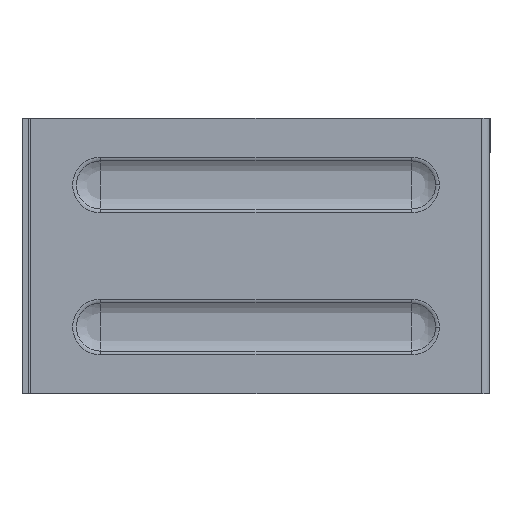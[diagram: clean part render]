
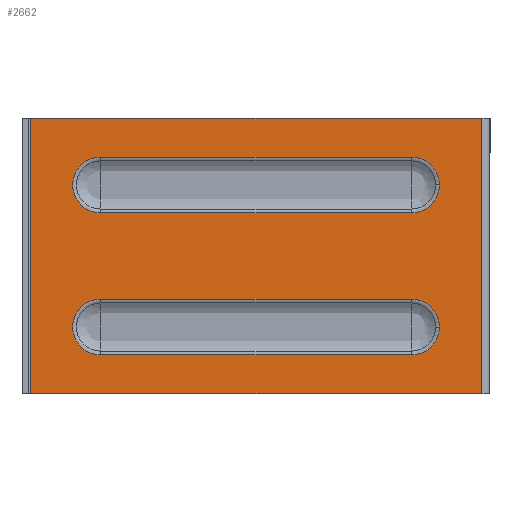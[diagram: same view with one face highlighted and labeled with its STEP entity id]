
A CAD part, left-side view. The second image highlights one B-rep face of the part: STEP entity #2662.
In plain terms, the highlighted planar face has unit normal (-1, 0, 0).
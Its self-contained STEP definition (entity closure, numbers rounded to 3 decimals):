
#3 = ORIENTED_EDGE ( 'NONE', *, *, #3001, .F. ) ;
#24 = EDGE_CURVE ( 'NONE', #2981, #129, #3948, .T. ) ;
#50 = CARTESIAN_POINT ( 'NONE',  ( -128.4, 86.3, -9.704 ) ) ;
#55 = DIRECTION ( 'NONE',  ( -1., 0., 0. ) ) ;
#71 = AXIS2_PLACEMENT_3D ( 'NONE', #1164, #1592, #3651 ) ;
#89 = EDGE_CURVE ( 'NONE', #1203, #3272, #1982, .T. ) ;
#95 = DIRECTION ( 'NONE',  ( 0., -1., 0. ) ) ;
#108 = EDGE_CURVE ( 'NONE', #129, #1267, #961, .T. ) ;
#126 = FACE_BOUND ( 'NONE', #2831, .T. ) ;
#129 = VERTEX_POINT ( 'NONE', #2822 ) ;
#196 = ORIENTED_EDGE ( 'NONE', *, *, #4448, .F. ) ;
#288 = VECTOR ( 'NONE', #3734, 1000. ) ;
#331 = CARTESIAN_POINT ( 'NONE',  ( -128.4, 16.3, 16. ) ) ;
#357 = LINE ( 'NONE', #2429, #1151 ) ;
#377 = DIRECTION ( 'NONE',  ( 0., -1., 0. ) ) ;
#401 = CARTESIAN_POINT ( 'NONE',  ( -128.4, 102., 31. ) ) ;
#502 = ORIENTED_EDGE ( 'NONE', *, *, #4372, .T. ) ;
#625 = ORIENTED_EDGE ( 'NONE', *, *, #89, .F. ) ;
#668 = DIRECTION ( 'NONE',  ( 0., -1., 0. ) ) ;
#819 = VERTEX_POINT ( 'NONE', #401 ) ;
#824 = FACE_BOUND ( 'NONE', #3265, .T. ) ;
#850 = VERTEX_POINT ( 'NONE', #1952 ) ;
#856 = DIRECTION ( 'NONE',  ( -1., 0., 0. ) ) ;
#903 = VERTEX_POINT ( 'NONE', #1680 ) ;
#929 = VECTOR ( 'NONE', #95, 1000. ) ;
#961 = CIRCLE ( 'NONE', #974, 6.296 ) ;
#968 = VECTOR ( 'NONE', #997, 1000. ) ;
#974 = AXIS2_PLACEMENT_3D ( 'NONE', #2079, #4178, #1742 ) ;
#982 = CARTESIAN_POINT ( 'NONE',  ( -128.4, 102., -31. ) ) ;
#997 = DIRECTION ( 'NONE',  ( 0., 0., 1. ) ) ;
#1056 = CARTESIAN_POINT ( 'NONE',  ( -128.4, 176.3, -9.704 ) ) ;
#1081 = LINE ( 'NONE', #2019, #968 ) ;
#1150 = VERTEX_POINT ( 'NONE', #982 ) ;
#1151 = VECTOR ( 'NONE', #377, 1000. ) ;
#1156 = EDGE_CURVE ( 'NONE', #903, #4249, #4464, .T. ) ;
#1161 = CARTESIAN_POINT ( 'NONE',  ( -128.4, 0., 31. ) ) ;
#1164 = CARTESIAN_POINT ( 'NONE',  ( -128.4, 16.3, -16. ) ) ;
#1197 = DIRECTION ( 'NONE',  ( 0., 1., 0. ) ) ;
#1203 = VERTEX_POINT ( 'NONE', #2062 ) ;
#1267 = VERTEX_POINT ( 'NONE', #4157 ) ;
#1284 = EDGE_CURVE ( 'NONE', #1267, #903, #357, .T. ) ;
#1296 = CARTESIAN_POINT ( 'NONE',  ( -128.4, 0., -31. ) ) ;
#1302 = VERTEX_POINT ( 'NONE', #4171 ) ;
#1346 = DIRECTION ( 'NONE',  ( 1., 0., 0. ) ) ;
#1401 = DIRECTION ( 'NONE',  ( -1., 0., 0. ) ) ;
#1429 = ORIENTED_EDGE ( 'NONE', *, *, #3134, .F. ) ;
#1475 = ORIENTED_EDGE ( 'NONE', *, *, #24, .T. ) ;
#1509 = AXIS2_PLACEMENT_3D ( 'NONE', #3481, #1401, #3825 ) ;
#1514 = VECTOR ( 'NONE', #1197, 1000. ) ;
#1592 = DIRECTION ( 'NONE',  ( -1., 0., 0. ) ) ;
#1680 = CARTESIAN_POINT ( 'NONE',  ( -128.4, 16.3, 22.296 ) ) ;
#1742 = DIRECTION ( 'NONE',  ( 0., -1., 0. ) ) ;
#1822 = ORIENTED_EDGE ( 'NONE', *, *, #2677, .T. ) ;
#1831 = VECTOR ( 'NONE', #2840, 1000. ) ;
#1939 = LINE ( 'NONE', #1056, #3681 ) ;
#1952 = CARTESIAN_POINT ( 'NONE',  ( -128.4, 0.6, -31. ) ) ;
#1969 = ORIENTED_EDGE ( 'NONE', *, *, #4068, .F. ) ;
#1982 = CIRCLE ( 'NONE', #71, 6.296 ) ;
#2002 = CARTESIAN_POINT ( 'NONE',  ( -128.4, 16.3, 9.704 ) ) ;
#2019 = CARTESIAN_POINT ( 'NONE',  ( -128.4, 102., 31. ) ) ;
#2020 = ORIENTED_EDGE ( 'NONE', *, *, #1156, .T. ) ;
#2062 = CARTESIAN_POINT ( 'NONE',  ( -128.4, 16.3, -22.296 ) ) ;
#2079 = CARTESIAN_POINT ( 'NONE',  ( -128.4, 86.3, 16. ) ) ;
#2094 = CARTESIAN_POINT ( 'NONE',  ( -128.4, 86.3, -16. ) ) ;
#2098 = LINE ( 'NONE', #1296, #288 ) ;
#2137 = CARTESIAN_POINT ( 'NONE',  ( -128.4, 176.3, -22.296 ) ) ;
#2204 = VECTOR ( 'NONE', #4451, 1000. ) ;
#2240 = ORIENTED_EDGE ( 'NONE', *, *, #2955, .T. ) ;
#2369 = CIRCLE ( 'NONE', #2463, 6.296 ) ;
#2419 = LINE ( 'NONE', #1161, #1514 ) ;
#2429 = CARTESIAN_POINT ( 'NONE',  ( -128.4, 176.3, 22.296 ) ) ;
#2443 = DIRECTION ( 'NONE',  ( 0., -1., 0. ) ) ;
#2463 = AXIS2_PLACEMENT_3D ( 'NONE', #2094, #55, #2443 ) ;
#2504 = EDGE_LOOP ( 'NONE', ( #3, #2240, #2617, #1822 ) ) ;
#2610 = ORIENTED_EDGE ( 'NONE', *, *, #4015, .F. ) ;
#2617 = ORIENTED_EDGE ( 'NONE', *, *, #3233, .F. ) ;
#2662 = ADVANCED_FACE ( 'NONE', ( #126, #3573, #824 ), #4300, .T. ) ;
#2677 = EDGE_CURVE ( 'NONE', #3263, #819, #2419, .T. ) ;
#2721 = DIRECTION ( 'NONE',  ( 1., 0., 0. ) ) ;
#2742 = LINE ( 'NONE', #3877, #1831 ) ;
#2783 = DIRECTION ( 'NONE',  ( 0., 1., 0. ) ) ;
#2822 = CARTESIAN_POINT ( 'NONE',  ( -128.4, 86.3, 9.704 ) ) ;
#2831 = EDGE_LOOP ( 'NONE', ( #1475, #3740, #3452, #2020, #502 ) ) ;
#2840 = DIRECTION ( 'NONE',  ( 0., 0., -1. ) ) ;
#2907 = CARTESIAN_POINT ( 'NONE',  ( -128.4, 0., 31. ) ) ;
#2955 = EDGE_CURVE ( 'NONE', #1150, #850, #2098, .T. ) ;
#2965 = CIRCLE ( 'NONE', #1509, 6.296 ) ;
#2981 = VERTEX_POINT ( 'NONE', #2002 ) ;
#3001 = EDGE_CURVE ( 'NONE', #1150, #819, #1081, .T. ) ;
#3134 = EDGE_CURVE ( 'NONE', #4474, #3171, #2369, .T. ) ;
#3171 = VERTEX_POINT ( 'NONE', #3499 ) ;
#3202 = AXIS2_PLACEMENT_3D ( 'NONE', #3421, #1346, #3764 ) ;
#3233 = EDGE_CURVE ( 'NONE', #3263, #850, #2742, .T. ) ;
#3259 = DIRECTION ( 'NONE',  ( 0., 0., 1. ) ) ;
#3263 = VERTEX_POINT ( 'NONE', #3561 ) ;
#3265 = EDGE_LOOP ( 'NONE', ( #1429, #2610, #196, #625, #1969 ) ) ;
#3272 = VERTEX_POINT ( 'NONE', #3544 ) ;
#3421 = CARTESIAN_POINT ( 'NONE',  ( -128.4, 16.3, 16. ) ) ;
#3452 = ORIENTED_EDGE ( 'NONE', *, *, #1284, .T. ) ;
#3481 = CARTESIAN_POINT ( 'NONE',  ( -128.4, 16.3, -16. ) ) ;
#3499 = CARTESIAN_POINT ( 'NONE',  ( -128.4, 86.3, -22.296 ) ) ;
#3544 = CARTESIAN_POINT ( 'NONE',  ( -128.4, 10.004, -16. ) ) ;
#3561 = CARTESIAN_POINT ( 'NONE',  ( -128.4, 0.6, 31. ) ) ;
#3573 = FACE_OUTER_BOUND ( 'NONE', #2504, .T. ) ;
#3651 = DIRECTION ( 'NONE',  ( 0., -1., 0. ) ) ;
#3681 = VECTOR ( 'NONE', #2783, 1000. ) ;
#3734 = DIRECTION ( 'NONE',  ( 0., -1., 0. ) ) ;
#3740 = ORIENTED_EDGE ( 'NONE', *, *, #108, .T. ) ;
#3764 = DIRECTION ( 'NONE',  ( 0., -1., 0. ) ) ;
#3804 = AXIS2_PLACEMENT_3D ( 'NONE', #2907, #856, #3259 ) ;
#3825 = DIRECTION ( 'NONE',  ( 0., -1., 0. ) ) ;
#3877 = CARTESIAN_POINT ( 'NONE',  ( -128.4, 0.6, -31. ) ) ;
#3912 = AXIS2_PLACEMENT_3D ( 'NONE', #331, #2721, #668 ) ;
#3948 = LINE ( 'NONE', #4071, #2204 ) ;
#4015 = EDGE_CURVE ( 'NONE', #1302, #4474, #1939, .T. ) ;
#4068 = EDGE_CURVE ( 'NONE', #3171, #1203, #4390, .T. ) ;
#4071 = CARTESIAN_POINT ( 'NONE',  ( -128.4, 176.3, 9.704 ) ) ;
#4118 = CIRCLE ( 'NONE', #3912, 6.296 ) ;
#4157 = CARTESIAN_POINT ( 'NONE',  ( -128.4, 86.3, 22.296 ) ) ;
#4171 = CARTESIAN_POINT ( 'NONE',  ( -128.4, 16.3, -9.704 ) ) ;
#4178 = DIRECTION ( 'NONE',  ( 1., 0., 0. ) ) ;
#4249 = VERTEX_POINT ( 'NONE', #4314 ) ;
#4300 = PLANE ( 'NONE',  #3804 ) ;
#4314 = CARTESIAN_POINT ( 'NONE',  ( -128.4, 10.004, 16. ) ) ;
#4372 = EDGE_CURVE ( 'NONE', #4249, #2981, #4118, .T. ) ;
#4390 = LINE ( 'NONE', #2137, #929 ) ;
#4448 = EDGE_CURVE ( 'NONE', #3272, #1302, #2965, .T. ) ;
#4451 = DIRECTION ( 'NONE',  ( 0., 1., 0. ) ) ;
#4464 = CIRCLE ( 'NONE', #3202, 6.296 ) ;
#4474 = VERTEX_POINT ( 'NONE', #50 ) ;
